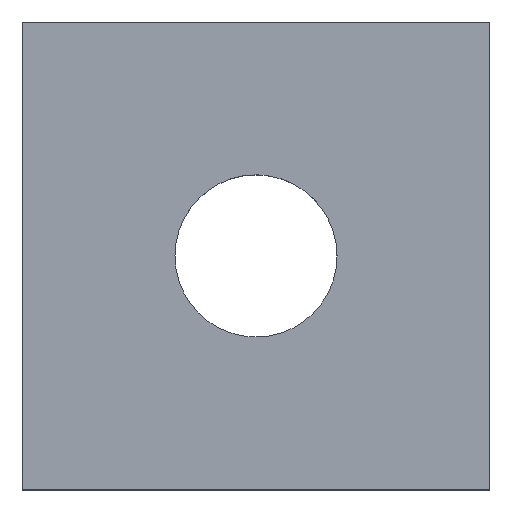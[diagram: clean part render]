
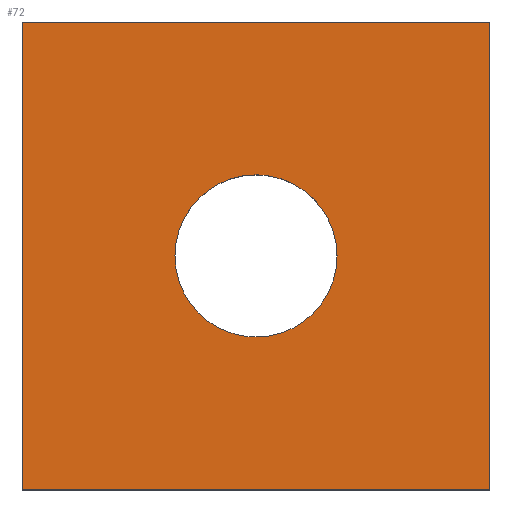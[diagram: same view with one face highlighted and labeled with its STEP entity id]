
A CAD part, top view. The second image highlights one B-rep face of the part: STEP entity #72.
In plain terms, the highlighted planar face has unit normal (0, 0, 1).
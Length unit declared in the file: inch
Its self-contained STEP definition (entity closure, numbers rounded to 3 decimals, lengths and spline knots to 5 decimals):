
#72=ADVANCED_FACE('',(#134,#135),#136,.T.);
#134=FACE_BOUND('',#235,.T.);
#135=FACE_OUTER_BOUND('',#236,.T.);
#136=PLANE('',#237);
#235=EDGE_LOOP('',(#318,#319,#320,#321));
#236=EDGE_LOOP('',(#322,#323,#324,#325));
#237=AXIS2_PLACEMENT_3D('',#326,#327,#328);
#318=ORIENTED_EDGE('',*,*,#388,.F.);
#319=ORIENTED_EDGE('',*,*,#389,.F.);
#320=ORIENTED_EDGE('',*,*,#375,.F.);
#321=ORIENTED_EDGE('',*,*,#380,.F.);
#322=ORIENTED_EDGE('',*,*,#390,.F.);
#323=ORIENTED_EDGE('',*,*,#384,.F.);
#324=ORIENTED_EDGE('',*,*,#370,.F.);
#325=ORIENTED_EDGE('',*,*,#391,.F.);
#326=CARTESIAN_POINT('',(0.40626,0.40625,0.125));
#327=DIRECTION('',(0.0,0.0,1.0));
#328=DIRECTION('',(1.0,0.0,0.0));
#370=EDGE_CURVE('',#405,#406,#407,.T.);
#375=EDGE_CURVE('',#414,#415,#416,.T.);
#380=EDGE_CURVE('',#423,#414,#424,.T.);
#384=EDGE_CURVE('',#406,#429,#430,.T.);
#388=EDGE_CURVE('',#435,#423,#436,.T.);
#389=EDGE_CURVE('',#415,#435,#437,.T.);
#390=EDGE_CURVE('',#429,#438,#439,.T.);
#391=EDGE_CURVE('',#438,#405,#440,.T.);
#405=VERTEX_POINT('',#456);
#406=VERTEX_POINT('',#457);
#407=LINE('',#458,#459);
#414=VERTEX_POINT('',#469);
#415=VERTEX_POINT('',#470);
#416=B_SPLINE_CURVE_WITH_KNOTS('',3,(#471,#472,#473,#474),.UNSPECIFIED.,.F.,.F.,(4,4),(0.0,1.0),.UNSPECIFIED.);
#423=VERTEX_POINT('',#486);
#424=B_SPLINE_CURVE_WITH_KNOTS('',3,(#487,#488,#489,#490),.UNSPECIFIED.,.F.,.F.,(4,4),(0.0,1.0),.UNSPECIFIED.);
#429=VERTEX_POINT('',#499);
#430=LINE('',#500,#501);
#435=VERTEX_POINT('',#508);
#436=B_SPLINE_CURVE_WITH_KNOTS('',3,(#509,#510,#511,#512),.UNSPECIFIED.,.F.,.F.,(4,4),(0.0,1.0),.UNSPECIFIED.);
#437=B_SPLINE_CURVE_WITH_KNOTS('',3,(#513,#514,#515,#516),.UNSPECIFIED.,.F.,.F.,(4,4),(0.0,1.0),.UNSPECIFIED.);
#438=VERTEX_POINT('',#517);
#439=LINE('',#518,#519);
#440=LINE('',#520,#521);
#456=CARTESIAN_POINT('',(0.0,0.8125,0.125));
#457=CARTESIAN_POINT('',(0.81251,0.8125,0.125));
#458=CARTESIAN_POINT('',(0.0,0.8125,0.125));
#459=VECTOR('',#546,1.0);
#469=CARTESIAN_POINT('',(0.26552,0.40624,0.125));
#470=CARTESIAN_POINT('',(0.40626,0.26551,0.125));
#471=CARTESIAN_POINT('',(0.26552,0.40624,0.125));
#472=CARTESIAN_POINT('',(0.26552,0.32853,0.125));
#473=CARTESIAN_POINT('',(0.32853,0.26551,0.125));
#474=CARTESIAN_POINT('',(0.40626,0.26551,0.125));
#486=CARTESIAN_POINT('',(0.40626,0.54699,0.125));
#487=CARTESIAN_POINT('',(0.40626,0.54699,0.125));
#488=CARTESIAN_POINT('',(0.32853,0.54699,0.125));
#489=CARTESIAN_POINT('',(0.26552,0.48398,0.125));
#490=CARTESIAN_POINT('',(0.26552,0.40624,0.125));
#499=CARTESIAN_POINT('',(0.81251,0.0,0.125));
#500=CARTESIAN_POINT('',(0.81251,0.8125,0.125));
#501=VECTOR('',#553,1.0);
#508=CARTESIAN_POINT('',(0.547,0.40624,0.125));
#509=CARTESIAN_POINT('',(0.547,0.40624,0.125));
#510=CARTESIAN_POINT('',(0.547,0.48398,0.125));
#511=CARTESIAN_POINT('',(0.48398,0.54699,0.125));
#512=CARTESIAN_POINT('',(0.40626,0.54699,0.125));
#513=CARTESIAN_POINT('',(0.40626,0.26551,0.125));
#514=CARTESIAN_POINT('',(0.48398,0.26551,0.125));
#515=CARTESIAN_POINT('',(0.547,0.32853,0.125));
#516=CARTESIAN_POINT('',(0.547,0.40624,0.125));
#517=CARTESIAN_POINT('',(0.0,0.0,0.125));
#518=CARTESIAN_POINT('',(0.81251,0.0,0.125));
#519=VECTOR('',#556,1.0);
#520=CARTESIAN_POINT('',(0.0,0.0,0.125));
#521=VECTOR('',#557,1.0);
#546=DIRECTION('',(1.0,0.0,0.0));
#553=DIRECTION('',(0.0,-1.0,0.0));
#556=DIRECTION('',(-1.0,0.0,0.0));
#557=DIRECTION('',(0.0,1.0,0.0));
